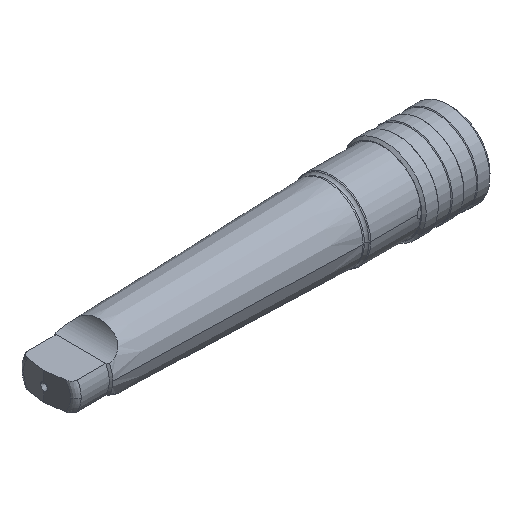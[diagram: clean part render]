
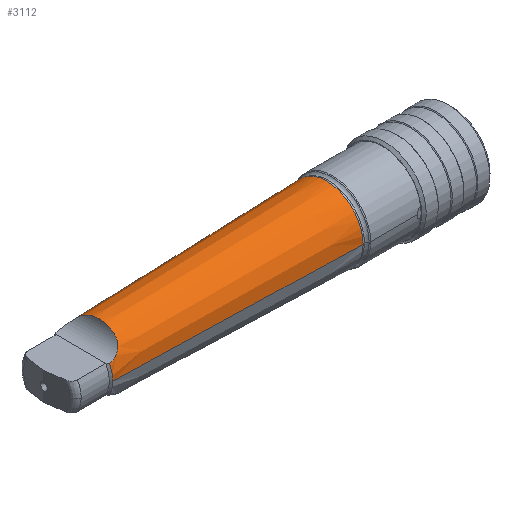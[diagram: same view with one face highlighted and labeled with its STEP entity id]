
A CAD part, isometric view. The second image highlights one B-rep face of the part: STEP entity #3112.
In plain terms, the highlighted conical face has half-angle 1.487 degrees and reference radius 15.75 mm.
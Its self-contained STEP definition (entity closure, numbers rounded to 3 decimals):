
#11 = CARTESIAN_POINT ( 'NONE',  ( 17.518, 11.533, 6.08 ) ) ;
#30 = CARTESIAN_POINT ( 'NONE',  ( 18.242, 11.462, 6.251 ) ) ;
#36 = ORIENTED_EDGE ( 'NONE', *, *, #1094, .F. ) ;
#45 = CARTESIAN_POINT ( 'NONE',  ( 18.595, 11.413, 6.362 ) ) ;
#61 = CARTESIAN_POINT ( 'NONE',  ( 19.282, 11.28, 6.629 ) ) ;
#74 = CARTESIAN_POINT ( 'NONE',  ( 19.618, 11.196, 6.788 ) ) ;
#91 = CARTESIAN_POINT ( 'NONE',  ( 20.246, 10.995, 7.139 ) ) ;
#108 = CARTESIAN_POINT ( 'NONE',  ( 20.542, 10.878, 7.332 ) ) ;
#146 = CARTESIAN_POINT ( 'NONE',  ( 21.099, 10.604, 7.747 ) ) ;
#157 = CARTESIAN_POINT ( 'NONE',  ( 21.361, 10.446, 7.972 ) ) ;
#192 = DIRECTION ( 'NONE',  ( 0., 1., 0. ) ) ;
#218 = VERTEX_POINT ( 'NONE', #2311 ) ;
#263 = EDGE_CURVE ( 'NONE', #1014, #995, #3836, .T. ) ;
#305 = CARTESIAN_POINT ( 'NONE',  ( 21.837, 10.094, 8.433 ) ) ;
#341 = CARTESIAN_POINT ( 'NONE',  ( 22.051, 9.9, 8.669 ) ) ;
#344 = B_SPLINE_CURVE_WITH_KNOTS ( 'NONE', 3,
 ( #2605, #2320, #2302, #2267, #2197, #1994, #1977, #1965, #1946, #1860, #1825, #1806, #1510, #1494, #1457, #1403, #1577, #1558, #1526, #1183, #1165, #1112, #1092, #1077, #1054, #1035, #1019, #993, #975, #821, #809, #781, #769, #725, #686, #669, #656, #496, #480, #468, #450, #436, #419, #373, #356, #341, #305, #157, #146, #108, #91, #74, #61, #45, #30, #11, #3861, #1546 ),
 .UNSPECIFIED., .F., .F.,
 ( 4, 2, 2, 2, 2, 2, 2, 2, 2, 2, 2, 2, 2, 2, 2, 2, 2, 2, 2, 2, 2, 2, 2, 2, 2, 2, 2, 2, 4 ),
 ( 0., 0.002, 0.003, 0.004, 0.006, 0.007, 0.008, 0.009, 0.01, 0.011, 0.012, 0.013, 0.016, 0.017, 0.018, 0.02, 0.021, 0.022, 0.025, 0.026, 0.027, 0.028, 0.029, 0.03, 0.031, 0.032, 0.034, 0.035, 0.036 ),
 .UNSPECIFIED. ) ;
#356 = CARTESIAN_POINT ( 'NONE',  ( 22.438, 9.476, 9.145 ) ) ;
#373 = CARTESIAN_POINT ( 'NONE',  ( 22.612, 9.244, 9.387 ) ) ;
#419 = CARTESIAN_POINT ( 'NONE',  ( 22.917, 8.746, 9.862 ) ) ;
#421 = EDGE_CURVE ( 'NONE', #995, #218, #3747, .T. ) ;
#425 = ORIENTED_EDGE ( 'NONE', *, *, #263, .T. ) ;
#436 = CARTESIAN_POINT ( 'NONE',  ( 23.048, 8.484, 10.094 ) ) ;
#450 = CARTESIAN_POINT ( 'NONE',  ( 23.276, 7.933, 10.54 ) ) ;
#468 = CARTESIAN_POINT ( 'NONE',  ( 23.372, 7.644, 10.755 ) ) ;
#480 = CARTESIAN_POINT ( 'NONE',  ( 23.537, 7.039, 11.165 ) ) ;
#496 = CARTESIAN_POINT ( 'NONE',  ( 23.606, 6.722, 11.36 ) ) ;
#534 = VERTEX_POINT ( 'NONE', #2389 ) ;
#656 = CARTESIAN_POINT ( 'NONE',  ( 23.777, 5.757, 11.901 ) ) ;
#669 = CARTESIAN_POINT ( 'NONE',  ( 23.846, 5.085, 12.205 ) ) ;
#686 = CARTESIAN_POINT ( 'NONE',  ( 23.917, 4.04, 12.576 ) ) ;
#696 = VERTEX_POINT ( 'NONE', #3613 ) ;
#725 = CARTESIAN_POINT ( 'NONE',  ( 23.935, 3.685, 12.685 ) ) ;
#728 = EDGE_CURVE ( 'NONE', #534, #218, #3496, .T. ) ;
#769 = CARTESIAN_POINT ( 'NONE',  ( 23.963, 2.962, 12.873 ) ) ;
#781 = CARTESIAN_POINT ( 'NONE',  ( 23.973, 2.594, 12.953 ) ) ;
#809 = CARTESIAN_POINT ( 'NONE',  ( 23.995, 1.491, 13.142 ) ) ;
#821 = CARTESIAN_POINT ( 'NONE',  ( 24., 0.751, 13.205 ) ) ;
#932 = CARTESIAN_POINT ( 'NONE',  ( 16.768, -11.561, 5.984 ) ) ;
#952 = VERTEX_POINT ( 'NONE', #3794 ) ;
#975 = CARTESIAN_POINT ( 'NONE',  ( 24., -0.363, 13.206 ) ) ;
#993 = CARTESIAN_POINT ( 'NONE',  ( 23.999, -0.735, 13.19 ) ) ;
#995 = VERTEX_POINT ( 'NONE', #4718 ) ;
#1014 = VERTEX_POINT ( 'NONE', #932 ) ;
#1019 = CARTESIAN_POINT ( 'NONE',  ( 23.992, -1.482, 13.127 ) ) ;
#1035 = CARTESIAN_POINT ( 'NONE',  ( 23.987, -1.855, 13.08 ) ) ;
#1054 = CARTESIAN_POINT ( 'NONE',  ( 23.965, -2.959, 12.891 ) ) ;
#1065 = AXIS2_PLACEMENT_3D ( 'NONE', #3173, #2980, #2957 ) ;
#1077 = CARTESIAN_POINT ( 'NONE',  ( 23.941, -3.679, 12.703 ) ) ;
#1092 = CARTESIAN_POINT ( 'NONE',  ( 23.87, -4.735, 12.33 ) ) ;
#1094 = EDGE_CURVE ( 'NONE', #952, #534, #3192, .T. ) ;
#1112 = CARTESIAN_POINT ( 'NONE',  ( 23.84, -5.084, 12.189 ) ) ;
#1165 = CARTESIAN_POINT ( 'NONE',  ( 23.764, -5.76, 11.882 ) ) ;
#1183 = CARTESIAN_POINT ( 'NONE',  ( 23.718, -6.09, 11.715 ) ) ;
#1194 = EDGE_CURVE ( 'NONE', #952, #696, #3145, .T. ) ;
#1403 = CARTESIAN_POINT ( 'NONE',  ( 23.274, -7.937, 10.536 ) ) ;
#1457 = CARTESIAN_POINT ( 'NONE',  ( 23.045, -8.492, 10.087 ) ) ;
#1494 = CARTESIAN_POINT ( 'NONE',  ( 22.913, -8.754, 9.856 ) ) ;
#1510 = CARTESIAN_POINT ( 'NONE',  ( 22.609, -9.247, 9.384 ) ) ;
#1526 = CARTESIAN_POINT ( 'NONE',  ( 23.605, -6.73, 11.356 ) ) ;
#1527 = ORIENTED_EDGE ( 'NONE', *, *, #1194, .T. ) ;
#1546 = CARTESIAN_POINT ( 'NONE',  ( 16.768, 11.561, 5.984 ) ) ;
#1558 = CARTESIAN_POINT ( 'NONE',  ( 23.537, -7.041, 11.164 ) ) ;
#1577 = CARTESIAN_POINT ( 'NONE',  ( 23.372, -7.644, 10.755 ) ) ;
#1630 = EDGE_CURVE ( 'NONE', #1014, #696, #344, .T. ) ;
#1713 = CARTESIAN_POINT ( 'NONE',  ( 122., -15.75, 0. ) ) ;
#1806 = CARTESIAN_POINT ( 'NONE',  ( 22.435, -9.479, 9.141 ) ) ;
#1825 = CARTESIAN_POINT ( 'NONE',  ( 22.045, -9.906, 8.662 ) ) ;
#1859 = DIRECTION ( 'NONE',  ( 1., -0.026, 0. ) ) ;
#1860 = CARTESIAN_POINT ( 'NONE',  ( 21.83, -10.099, 8.426 ) ) ;
#1946 = CARTESIAN_POINT ( 'NONE',  ( 21.357, -10.449, 7.968 ) ) ;
#1965 = CARTESIAN_POINT ( 'NONE',  ( 21.096, -10.606, 7.744 ) ) ;
#1977 = CARTESIAN_POINT ( 'NONE',  ( 20.535, -10.881, 7.326 ) ) ;
#1994 = CARTESIAN_POINT ( 'NONE',  ( 20.238, -10.999, 7.134 ) ) ;
#2082 = ORIENTED_EDGE ( 'NONE', *, *, #421, .T. ) ;
#2197 = CARTESIAN_POINT ( 'NONE',  ( 19.61, -11.198, 6.785 ) ) ;
#2234 = CONICAL_SURFACE ( 'NONE', #2798, 15.75, 0.026 ) ;
#2267 = CARTESIAN_POINT ( 'NONE',  ( 19.279, -11.281, 6.628 ) ) ;
#2268 = FACE_OUTER_BOUND ( 'NONE', #4342, .T. ) ;
#2302 = CARTESIAN_POINT ( 'NONE',  ( 18.242, -11.48, 6.225 ) ) ;
#2311 = CARTESIAN_POINT ( 'NONE',  ( 122., -15.75, 0. ) ) ;
#2320 = CARTESIAN_POINT ( 'NONE',  ( 17.52, -11.547, 6.053 ) ) ;
#2348 = AXIS2_PLACEMENT_3D ( 'NONE', #4696, #4709, #192 ) ;
#2389 = CARTESIAN_POINT ( 'NONE',  ( 122., 15.75, 0. ) ) ;
#2605 = CARTESIAN_POINT ( 'NONE',  ( 16.768, -11.561, 5.984 ) ) ;
#2798 = AXIS2_PLACEMENT_3D ( 'NONE', #3395, #3373, #3355 ) ;
#2957 = DIRECTION ( 'NONE',  ( 0., 1., 0. ) ) ;
#2980 = DIRECTION ( 'NONE',  ( 1., 0., 0. ) ) ;
#3112 = ADVANCED_FACE ( 'NONE', ( #2268 ), #2234, .T. ) ;
#3145 = CIRCLE ( 'NONE', #1065, 13.018 ) ;
#3173 = CARTESIAN_POINT ( 'NONE',  ( 16.768, 0., 0. ) ) ;
#3177 = CARTESIAN_POINT ( 'NONE',  ( 16.768, 0., 0. ) ) ;
#3192 = LINE ( 'NONE', #4394, #3200 ) ;
#3200 = VECTOR ( 'NONE', #4452, 1000. ) ;
#3355 = DIRECTION ( 'NONE',  ( 0., 1., 0. ) ) ;
#3373 = DIRECTION ( 'NONE',  ( 1., 0., 0. ) ) ;
#3395 = CARTESIAN_POINT ( 'NONE',  ( 122., 0., 0. ) ) ;
#3413 = DIRECTION ( 'NONE',  ( 0., 1., 0. ) ) ;
#3432 = AXIS2_PLACEMENT_3D ( 'NONE', #3177, #4168, #3413 ) ;
#3496 = CIRCLE ( 'NONE', #2348, 15.75 ) ;
#3613 = CARTESIAN_POINT ( 'NONE',  ( 16.768, 11.561, 5.984 ) ) ;
#3709 = ORIENTED_EDGE ( 'NONE', *, *, #728, .F. ) ;
#3747 = LINE ( 'NONE', #1713, #3780 ) ;
#3780 = VECTOR ( 'NONE', #1859, 1000. ) ;
#3794 = CARTESIAN_POINT ( 'NONE',  ( 16.768, 13.018, 0. ) ) ;
#3836 = CIRCLE ( 'NONE', #3432, 13.018 ) ;
#3851 = ORIENTED_EDGE ( 'NONE', *, *, #1630, .F. ) ;
#3861 = CARTESIAN_POINT ( 'NONE',  ( 17.144, 11.554, 6.018 ) ) ;
#4168 = DIRECTION ( 'NONE',  ( 1., 0., 0. ) ) ;
#4342 = EDGE_LOOP ( 'NONE', ( #425, #2082, #3709, #36, #1527, #3851 ) ) ;
#4394 = CARTESIAN_POINT ( 'NONE',  ( 122., 15.75, 0. ) ) ;
#4452 = DIRECTION ( 'NONE',  ( 1., 0.026, 0. ) ) ;
#4696 = CARTESIAN_POINT ( 'NONE',  ( 122., 0., 0. ) ) ;
#4709 = DIRECTION ( 'NONE',  ( 1., 0., 0. ) ) ;
#4718 = CARTESIAN_POINT ( 'NONE',  ( 16.768, -13.018, 0. ) ) ;
